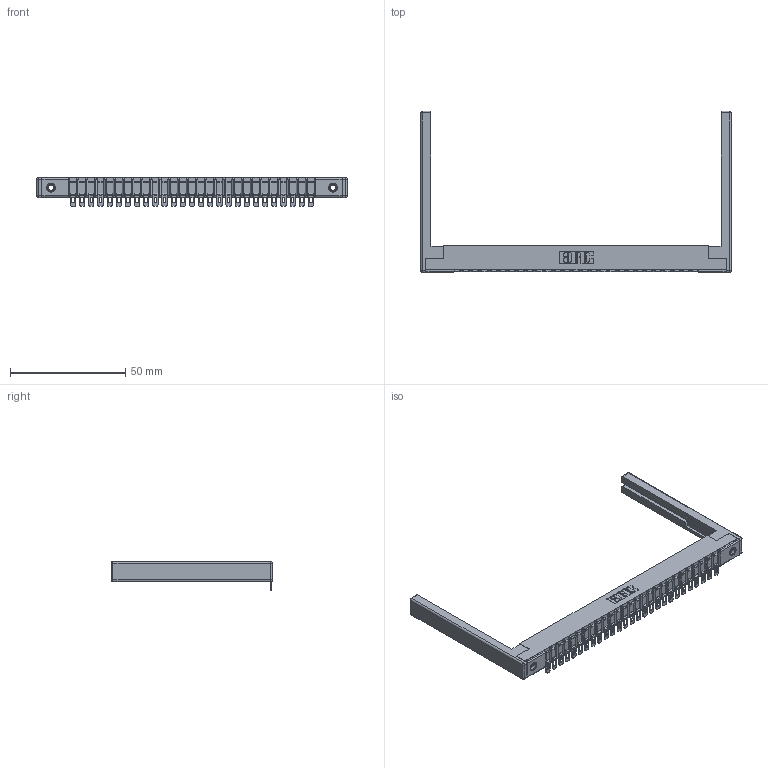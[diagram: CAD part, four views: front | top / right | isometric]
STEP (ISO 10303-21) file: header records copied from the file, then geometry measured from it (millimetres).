
FILE_DESCRIPTION (( 'STEP AP203' ), '1' );
FILE_NAME ('307-027-454-168.STEP', '2020-09-28T05:51:31', ( '' ), ( '' ), 'SwSTEP 2.0', 'SolidWorks 2020', '' );
FILE_SCHEMA (( 'CONFIG_CONTROL_DESIGN' ));
Length unit declared in the file: inch
Products named in the file (5): 307-220-068; 307-290-002_554; 307 Part_.156 Dia Mounting Holes; 307-027-454-168; 345-250-001_345-250-001-102
Assembly tree (32 placements, depth 2):
  307-027-454-168
    307 Part_.156 Dia Mounting Holes
    307-290-002_554  x27
    307-220-068  x2
    345-250-001_345-250-001-102  x2
Bounding box: 134.42 x 69.98 x 12.52 mm (x, y, z)
Volume: 13445.1 mm3; surface area: 20572.3 mm2
Topology: 32 solids, 32 shells, 2487 faces, 7544 edges, 4932 vertices
Faces by surface type: plane 1400, cylinder 1007, sphere 64, cone 12, torus 4
Entity records: 28720 total; most frequent: CARTESIAN_POINT 4807, ORIENTED_EDGE 4786, DIRECTION 4701, EDGE_CURVE 2393, VECTOR 1817, LINE 1817, VERTEX_POINT 1548, AXIS2_PLACEMENT_3D 1442
